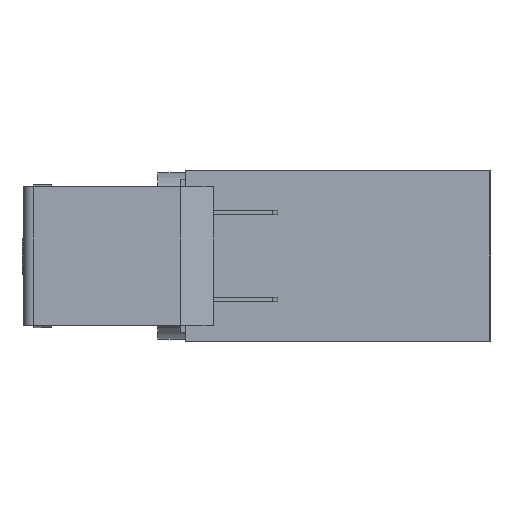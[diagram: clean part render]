
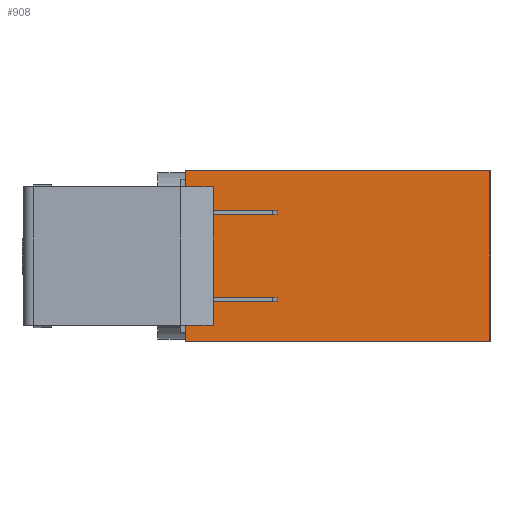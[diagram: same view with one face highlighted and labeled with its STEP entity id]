
A CAD part, left-side view. The second image highlights one B-rep face of the part: STEP entity #908.
In plain terms, the highlighted planar face has unit normal (-1, 0, 0).
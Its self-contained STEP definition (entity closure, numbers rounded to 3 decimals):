
#869=CARTESIAN_POINT('',(-46.5,-0.5,0.));
#870=DIRECTION('',(1.0,0.0,0.0));
#871=DIRECTION('',(0.0,0.0,-1.0));
#872=AXIS2_PLACEMENT_3D('',#869,#870,#871);
#873=PLANE('',#872);
#874=CARTESIAN_POINT('',(-46.5,-17.,9.25));
#875=VERTEX_POINT('',#874);
#876=CARTESIAN_POINT('',(-46.5,-17.0,-9.25));
#877=VERTEX_POINT('',#876);
#878=CARTESIAN_POINT('',(-46.5,-17.,9.25));
#879=DIRECTION('',(0.0,0.0,-1.0));
#880=VECTOR('',#879,18.5);
#881=LINE('',#878,#880);
#882=EDGE_CURVE('',#875,#877,#881,.T.);
#883=ORIENTED_EDGE('',*,*,#882,.F.);
#884=CARTESIAN_POINT('',(-46.5,16.,9.25));
#885=VERTEX_POINT('',#884);
#886=CARTESIAN_POINT('',(-46.5,16.,9.25));
#887=DIRECTION('',(0.0,-1.0,0.0));
#888=VECTOR('',#887,33.0);
#889=LINE('',#886,#888);
#890=EDGE_CURVE('',#885,#875,#889,.T.);
#891=ORIENTED_EDGE('',*,*,#890,.F.);
#892=CARTESIAN_POINT('',(-46.5,16.,-9.25));
#893=VERTEX_POINT('',#892);
#894=CARTESIAN_POINT('',(-46.5,16.,-9.25));
#895=DIRECTION('',(0.0,0.0,1.0));
#896=VECTOR('',#895,18.5);
#897=LINE('',#894,#896);
#898=EDGE_CURVE('',#893,#885,#897,.T.);
#899=ORIENTED_EDGE('',*,*,#898,.F.);
#900=CARTESIAN_POINT('',(-46.5,-17.0,-9.25));
#901=DIRECTION('',(0.0,1.0,0.0));
#902=VECTOR('',#901,33.);
#903=LINE('',#900,#902);
#904=EDGE_CURVE('',#877,#893,#903,.T.);
#905=ORIENTED_EDGE('',*,*,#904,.F.);
#906=EDGE_LOOP('',(#883,#891,#899,#905));
#907=FACE_OUTER_BOUND('',#906,.T.);
#908=ADVANCED_FACE('',(#907),#873,.F.);
